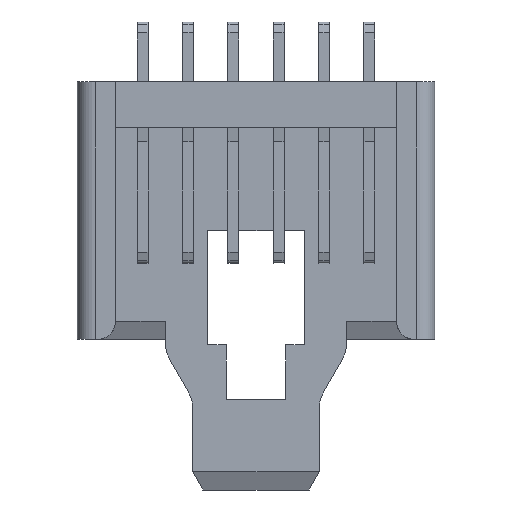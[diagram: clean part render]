
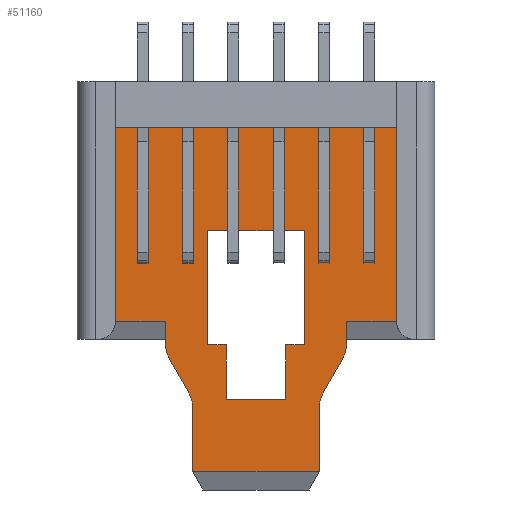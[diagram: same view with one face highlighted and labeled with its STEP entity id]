
A CAD part, front view. The second image highlights one B-rep face of the part: STEP entity #51160.
In plain terms, the highlighted planar face has unit normal (0, -1, 0).
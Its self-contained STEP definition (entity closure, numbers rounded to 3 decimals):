
#1370=CARTESIAN_POINT('',(-4.022,32.26,
1.));
#1380=VERTEX_POINT('',#1370);
#1550=CARTESIAN_POINT('',(-4.022,32.26,11.7));
#1560=VERTEX_POINT('',#1550);
#1590=CARTESIAN_POINT('',(-4.022,32.26,0.));
#1600=DIRECTION('',(0.,0.,1.));
#1610=VECTOR('',#1600,1.);
#1620=LINE('',#1590,#1610);
#1630=EDGE_CURVE('',#1380,#1560,#1620,.T.);
#4190=CARTESIAN_POINT('',(18.428,32.26,
-0.3));
#4200=DIRECTION('',(1.,0.,0.));
#4210=VECTOR('',#4200,1.);
#4220=LINE('',#4190,#4210);
#4230=CARTESIAN_POINT('',(6.478,32.26,
-0.3));
#4240=VERTEX_POINT('',#4230);
#4250=CARTESIAN_POINT('',(7.478,32.26,
-0.3));
#4260=VERTEX_POINT('',#4250);
#4270=EDGE_CURVE('',#4240,#4260,#4220,.T.);
#11420=CARTESIAN_POINT('',(-0.172,32.26,
1.));
#11430=VERTEX_POINT('',#11420);
#11600=CARTESIAN_POINT('',(-3.205,32.26,1.));
#11610=DIRECTION('',(1.,0.,0.));
#11620=VECTOR('',#11610,1.);
#11630=LINE('',#11600,#11620);
#11640=EDGE_CURVE('',#1380,#11430,#11630,.T.);
#12820=CARTESIAN_POINT('',(3.178,32.26,
-0.3));
#12830=VERTEX_POINT('',#12820);
#12860=CARTESIAN_POINT('',(18.428,32.26,
-0.3));
#12870=DIRECTION('',(1.,0.,0.));
#12880=VECTOR('',#12870,1.);
#12890=LINE('',#12860,#12880);
#12900=CARTESIAN_POINT('',(2.178,32.26,
-0.3));
#12910=VERTEX_POINT('',#12900);
#12920=EDGE_CURVE('',#12910,#12830,#12890,.T.);
#13150=CARTESIAN_POINT('',(3.178,32.26,88.227))
;
#13160=DIRECTION('',(0.,0.,-1.));
#13170=VECTOR('',#13160,1.);
#13180=LINE('',#13150,#13170);
#13190=CARTESIAN_POINT('',(3.178,32.26,-3.3));
#13200=VERTEX_POINT('',#13190);
#13210=EDGE_CURVE('',#12830,#13200,#13180,.T.);
#15640=CARTESIAN_POINT('',(7.478,32.26,0.));
#15650=DIRECTION('',(0.,0.,1.));
#15660=VECTOR('',#15650,1.);
#15670=LINE('',#15640,#15660);
#15680=CARTESIAN_POINT('',(7.478,32.26,6.));
#15690=VERTEX_POINT('',#15680);
#15700=EDGE_CURVE('',#4260,#15690,#15670,.T.);
#15950=CARTESIAN_POINT('',(2.178,32.26,0.));
#15960=DIRECTION('',(0.,0.,-1.));
#15970=VECTOR('',#15960,1.);
#15980=LINE('',#15950,#15970);
#15990=CARTESIAN_POINT('',(2.178,32.26,6.));
#16000=VERTEX_POINT('',#15990);
#16010=EDGE_CURVE('',#16000,#12910,#15980,.T.);
#16330=CARTESIAN_POINT('',(13.678,32.26,0.));
#16340=DIRECTION('',(0.,0.,-1.));
#16350=VECTOR('',#16340,1.);
#16360=LINE('',#16330,#16350);
#16370=CARTESIAN_POINT('',(13.678,32.26,11.7));
#16380=VERTEX_POINT('',#16370);
#16390=CARTESIAN_POINT('',(13.678,32.26,1.));
#16400=VERTEX_POINT('',#16390);
#16410=EDGE_CURVE('',#16380,#16400,#16360,.T.);
#18780=CARTESIAN_POINT('',(-13.2,32.26,11.7));
#18790=DIRECTION('',(1.,0.,0.));
#18800=VECTOR('',#18790,1.);
#18810=LINE('',#18780,#18800);
#18820=EDGE_CURVE('',#1560,#16380,#18810,.T.);
#20370=CARTESIAN_POINT('',(9.828,32.26,
1.));
#20380=VERTEX_POINT('',#20370);
#20410=CARTESIAN_POINT('',(10.361,32.26,1.));
#20420=DIRECTION('',(1.,0.,0.));
#20430=VECTOR('',#20420,1.);
#20440=LINE('',#20410,#20430);
#20450=EDGE_CURVE('',#20380,#16400,#20440,.T.);
#28610=CARTESIAN_POINT('',(6.478,32.26,88.227))
;
#28620=DIRECTION('',(0.,0.,1.));
#28630=VECTOR('',#28620,1.);
#28640=LINE('',#28610,#28630);
#28650=CARTESIAN_POINT('',(6.478,32.26,-3.3));
#28660=VERTEX_POINT('',#28650);
#28670=EDGE_CURVE('',#28660,#4240,#28640,.T.);
#43410=CARTESIAN_POINT('',(18.428,32.26,-3.3));
#43420=DIRECTION('',(1.,0.,0.));
#43430=VECTOR('',#43420,1.);
#43440=LINE('',#43410,#43430);
#43450=EDGE_CURVE('',#13200,#28660,#43440,.T.);
#49990=CARTESIAN_POINT('',(7.487,32.26,
1.823));
#50000=DIRECTION('',(0.,-1.,0.));
#50010=DIRECTION('',(0.,0.,-1.));
#50020=AXIS2_PLACEMENT_3D('',#49990,#50000,#50010);
#50030=PLANE('',#50020);
#50040=ORIENTED_EDGE('',*,*,#16410,.F.);
#50050=ORIENTED_EDGE('',*,*,#20450,.T.);
#50060=CARTESIAN_POINT('',(9.828,32.26,0.));
#50070=DIRECTION('',(0.,0.,1.));
#50080=VECTOR('',#50070,1.);
#50090=LINE('',#50060,#50080);
#50100=CARTESIAN_POINT('',(9.828,32.26,
-0.166));
#50110=VERTEX_POINT('',#50100);
#50120=EDGE_CURVE('',#50110,#20380,#50090,.T.);
#50130=ORIENTED_EDGE('',*,*,#50120,.T.);
#50140=CARTESIAN_POINT('',(7.828,32.26,
-0.166));
#50150=DIRECTION('',(0.,-1.,0.));
#50160=DIRECTION('',(0.,0.,1.));
#50170=AXIS2_PLACEMENT_3D('',#50140,#50150,#50160);
#50180=CIRCLE('',#50170,2.);
#50190=CARTESIAN_POINT('',(9.56,32.26,
-1.166));
#50200=VERTEX_POINT('',#50190);
#50210=EDGE_CURVE('',#50200,#50110,#50180,.T.);
#50220=ORIENTED_EDGE('',*,*,#50210,.T.);
#50230=CARTESIAN_POINT('',(61.171,32.26,88.227))
;
#50240=DIRECTION('',(-0.5,0.,-0.866));
#50250=VECTOR('',#50240,1.);
#50260=LINE('',#50230,#50250);
#50270=CARTESIAN_POINT('',(8.529,32.26,
-2.952));
#50280=VERTEX_POINT('',#50270);
#50290=EDGE_CURVE('',#50200,#50280,#50260,.T.);
#50300=ORIENTED_EDGE('',*,*,#50290,.F.);
#50310=CARTESIAN_POINT('',(9.828,32.26,
-3.702));
#50320=DIRECTION('',(0.,-1.,0.));
#50330=DIRECTION('',(0.,0.,1.));
#50340=AXIS2_PLACEMENT_3D('',#50310,#50320,#50330);
#50350=CIRCLE('',#50340,1.5);
#50360=CARTESIAN_POINT('',(8.328,32.26,
-3.702));
#50370=VERTEX_POINT('',#50360);
#50380=EDGE_CURVE('',#50280,#50370,#50350,.T.);
#50390=ORIENTED_EDGE('',*,*,#50380,.F.);
#50400=CARTESIAN_POINT('',(8.328,32.26,88.227))
;
#50410=DIRECTION('',(0.,0.,-1.));
#50420=VECTOR('',#50410,1.);
#50430=LINE('',#50400,#50420);
#50440=CARTESIAN_POINT('',(8.328,32.26,-7.3));
#50450=VERTEX_POINT('',#50440);
#50460=EDGE_CURVE('',#50370,#50450,#50430,.T.);
#50470=ORIENTED_EDGE('',*,*,#50460,.F.);
#50480=CARTESIAN_POINT('',(18.428,32.26,
-7.3));
#50490=DIRECTION('',(1.,0.,0.));
#50500=VECTOR('',#50490,1.);
#50510=LINE('',#50480,#50500);
#50520=CARTESIAN_POINT('',(1.328,32.26,
-7.3));
#50530=VERTEX_POINT('',#50520);
#50540=EDGE_CURVE('',#50530,#50450,#50510,.T.);
#50550=ORIENTED_EDGE('',*,*,#50540,.T.);
#50560=CARTESIAN_POINT('',(1.328,32.26,88.227))
;
#50570=DIRECTION('',(0.,0.,1.));
#50580=VECTOR('',#50570,1.);
#50590=LINE('',#50560,#50580);
#50600=CARTESIAN_POINT('',(1.328,32.26,
-3.702));
#50610=VERTEX_POINT('',#50600);
#50620=EDGE_CURVE('',#50530,#50610,#50590,.T.);
#50630=ORIENTED_EDGE('',*,*,#50620,.F.);
#50640=CARTESIAN_POINT('',(-0.172,32.26,
-3.702));
#50650=DIRECTION('',(0.,1.,0.));
#50660=DIRECTION('',(0.,0.,-1.));
#50670=AXIS2_PLACEMENT_3D('',#50640,#50650,#50660);
#50680=CIRCLE('',#50670,1.5);
#50690=CARTESIAN_POINT('',(1.127,32.26,
-2.952));
#50700=VERTEX_POINT('',#50690);
#50710=EDGE_CURVE('',#50700,#50610,#50680,.T.);
#50720=ORIENTED_EDGE('',*,*,#50710,.T.);
#50730=CARTESIAN_POINT('',(-51.515,32.26,88.227)
);
#50740=DIRECTION('',(-0.5,0.,0.866));
#50750=VECTOR('',#50740,1.);
#50760=LINE('',#50730,#50750);
#50770=CARTESIAN_POINT('',(0.096,32.26,
-1.166));
#50780=VERTEX_POINT('',#50770);
#50790=EDGE_CURVE('',#50700,#50780,#50760,.T.);
#50800=ORIENTED_EDGE('',*,*,#50790,.F.);
#50810=CARTESIAN_POINT('',(1.828,32.26,
-0.166));
#50820=DIRECTION('',(0.,-1.,0.));
#50830=DIRECTION('',(0.,0.,1.));
#50840=AXIS2_PLACEMENT_3D('',#50810,#50820,#50830);
#50850=CIRCLE('',#50840,2.);
#50860=CARTESIAN_POINT('',(-0.172,32.26,
-0.166));
#50870=VERTEX_POINT('',#50860);
#50880=EDGE_CURVE('',#50870,#50780,#50850,.T.);
#50890=ORIENTED_EDGE('',*,*,#50880,.T.);
#50900=CARTESIAN_POINT('',(-0.172,32.26,0.));
#50910=DIRECTION('',(0.,0.,-1.));
#50920=VECTOR('',#50910,1.);
#50930=LINE('',#50900,#50920);
#50940=EDGE_CURVE('',#11430,#50870,#50930,.T.);
#50950=ORIENTED_EDGE('',*,*,#50940,.T.);
#50960=ORIENTED_EDGE('',*,*,#11640,.T.);
#50970=ORIENTED_EDGE('',*,*,#1630,.F.);
#50980=ORIENTED_EDGE('',*,*,#18820,.F.);
#50990=EDGE_LOOP('',(#50980,#50970,#50960,#50950,#50890,#50800,#50720,
#50630,#50550,#50470,#50390,#50300,#50220,#50130,#50050,#50040));
#51000=FACE_OUTER_BOUND('',#50990,.T.);
#51010=CARTESIAN_POINT('',(0.,32.26,6.));
#51020=DIRECTION('',(-1.,0.,0.));
#51030=VECTOR('',#51020,1.);
#51040=LINE('',#51010,#51030);
#51050=EDGE_CURVE('',#15690,#16000,#51040,.T.);
#51060=ORIENTED_EDGE('',*,*,#51050,.F.);
#51070=ORIENTED_EDGE('',*,*,#16010,.F.);
#51080=ORIENTED_EDGE('',*,*,#12920,.F.);
#51090=ORIENTED_EDGE('',*,*,#13210,.F.);
#51100=ORIENTED_EDGE('',*,*,#43450,.F.);
#51110=ORIENTED_EDGE('',*,*,#28670,.F.);
#51120=ORIENTED_EDGE('',*,*,#4270,.F.);
#51130=ORIENTED_EDGE('',*,*,#15700,.F.);
#51140=EDGE_LOOP('',(#51130,#51120,#51110,#51100,#51090,#51080,#51070,
#51060));
#51150=FACE_BOUND('',#51140,.T.);
#51160=ADVANCED_FACE('',(#51000,#51150),#50030,.T.);
